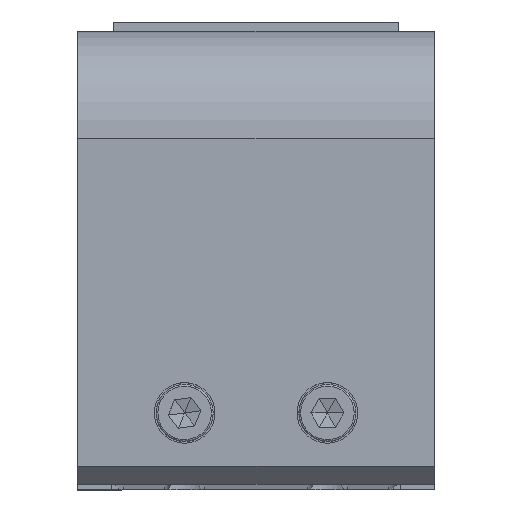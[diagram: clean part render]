
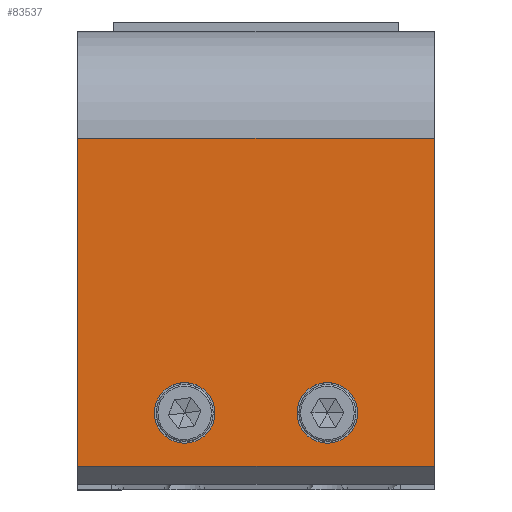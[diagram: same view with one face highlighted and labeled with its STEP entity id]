
A CAD part, top view. The second image highlights one B-rep face of the part: STEP entity #83537.
In plain terms, the highlighted planar face has unit normal (0, 0, 1).
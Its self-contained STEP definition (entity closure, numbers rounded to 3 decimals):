
#883 = EDGE_CURVE ( 'NONE', #66403, #112264, #109807, .T. ) ;
#2806 = CARTESIAN_POINT ( 'NONE',  ( 140.158, 218.108, 657.202 ) ) ;
#4841 = DIRECTION ( 'NONE',  ( 0., 0., 1. ) ) ;
#10021 = AXIS2_PLACEMENT_3D ( 'NONE', #91458, #4841, #72485 ) ;
#11017 = EDGE_CURVE ( 'NONE', #122998, #81893, #142298, .T. ) ;
#11364 = CARTESIAN_POINT ( 'NONE',  ( 131.658, 218.108, 657.202 ) ) ;
#12218 = ORIENTED_EDGE ( 'NONE', *, *, #883, .F. ) ;
#16247 = DIRECTION ( 'NONE',  ( 0., 0., -1. ) ) ;
#18060 = EDGE_CURVE ( 'NONE', #142923, #136841, #127226, .T. ) ;
#18673 = CARTESIAN_POINT ( 'NONE',  ( 201.658, 203.108, 657.202 ) ) ;
#23916 = DIRECTION ( 'NONE',  ( 1., 0., 0. ) ) ;
#29318 = CARTESIAN_POINT ( 'NONE',  ( 131.658, 218.108, 657.202 ) ) ;
#30028 = EDGE_CURVE ( 'NONE', #58021, #113130, #38967, .T. ) ;
#34765 = FACE_OUTER_BOUND ( 'NONE', #40210, .T. ) ;
#37799 = VECTOR ( 'NONE', #88512, 1000. ) ;
#38967 = LINE ( 'NONE', #40473, #88143 ) ;
#40210 = EDGE_LOOP ( 'NONE', ( #110641, #118515, #12218, #119171 ) ) ;
#40473 = CARTESIAN_POINT ( 'NONE',  ( 101.658, 203.108, 657.202 ) ) ;
#43024 = AXIS2_PLACEMENT_3D ( 'NONE', #127139, #139213, #23916 ) ;
#44637 = FACE_BOUND ( 'NONE', #81148, .T. ) ;
#44789 = DIRECTION ( 'NONE',  ( 1., 0., 0. ) ) ;
#44837 = DIRECTION ( 'NONE',  ( -1., 0., 0. ) ) ;
#49263 = EDGE_LOOP ( 'NONE', ( #86745, #138485 ) ) ;
#50592 = CARTESIAN_POINT ( 'NONE',  ( 201.658, 203.108, 657.202 ) ) ;
#52091 = DIRECTION ( 'NONE',  ( 1., 0., 0. ) ) ;
#52161 = CIRCLE ( 'NONE', #86210, 8.5 ) ;
#54857 = AXIS2_PLACEMENT_3D ( 'NONE', #11364, #139547, #44789 ) ;
#55991 = FACE_BOUND ( 'NONE', #49263, .T. ) ;
#56186 = LINE ( 'NONE', #112422, #79459 ) ;
#58021 = VERTEX_POINT ( 'NONE', #131884 ) ;
#59872 = EDGE_CURVE ( 'NONE', #136841, #142923, #52161, .T. ) ;
#66403 = VERTEX_POINT ( 'NONE', #96098 ) ;
#68982 = EDGE_CURVE ( 'NONE', #66403, #58021, #56186, .T. ) ;
#72485 = DIRECTION ( 'NONE',  ( 1., 0., 0. ) ) ;
#72487 = CARTESIAN_POINT ( 'NONE',  ( 201.658, 203.108, 657.202 ) ) ;
#73991 = DIRECTION ( 'NONE',  ( 0., 1., 0. ) ) ;
#74899 = LINE ( 'NONE', #50592, #140646 ) ;
#75405 = DIRECTION ( 'NONE',  ( 0., -1., 0. ) ) ;
#79459 = VECTOR ( 'NONE', #44837, 1000. ) ;
#81148 = EDGE_LOOP ( 'NONE', ( #131129, #144848 ) ) ;
#81893 = VERTEX_POINT ( 'NONE', #87159 ) ;
#83537 = ADVANCED_FACE ( 'NONE', ( #55991, #44637, #34765 ), #142916, .F. ) ;
#86210 = AXIS2_PLACEMENT_3D ( 'NONE', #29318, #87760, #52091 ) ;
#86745 = ORIENTED_EDGE ( 'NONE', *, *, #59872, .F. ) ;
#87159 = CARTESIAN_POINT ( 'NONE',  ( 180.158, 218.108, 657.202 ) ) ;
#87760 = DIRECTION ( 'NONE',  ( 0., 0., 1. ) ) ;
#87793 = EDGE_CURVE ( 'NONE', #81893, #122998, #123900, .T. ) ;
#88143 = VECTOR ( 'NONE', #75405, 1000. ) ;
#88512 = DIRECTION ( 'NONE',  ( 0., -1., 0. ) ) ;
#91458 = CARTESIAN_POINT ( 'NONE',  ( 171.658, 218.108, 657.202 ) ) ;
#96098 = CARTESIAN_POINT ( 'NONE',  ( 201.658, 295.108, 657.202 ) ) ;
#107547 = EDGE_CURVE ( 'NONE', #112264, #113130, #74899, .T. ) ;
#109779 = DIRECTION ( 'NONE',  ( -1., 0., 0. ) ) ;
#109807 = LINE ( 'NONE', #18673, #37799 ) ;
#110641 = ORIENTED_EDGE ( 'NONE', *, *, #30028, .T. ) ;
#111896 = CARTESIAN_POINT ( 'NONE',  ( 201.658, 203.108, 657.202 ) ) ;
#112264 = VERTEX_POINT ( 'NONE', #111896 ) ;
#112410 = CARTESIAN_POINT ( 'NONE',  ( 101.658, 203.108, 657.202 ) ) ;
#112422 = CARTESIAN_POINT ( 'NONE',  ( 201.658, 295.108, 657.202 ) ) ;
#113130 = VERTEX_POINT ( 'NONE', #112410 ) ;
#118515 = ORIENTED_EDGE ( 'NONE', *, *, #107547, .F. ) ;
#119171 = ORIENTED_EDGE ( 'NONE', *, *, #68982, .T. ) ;
#122998 = VERTEX_POINT ( 'NONE', #141806 ) ;
#123900 = CIRCLE ( 'NONE', #10021, 8.5 ) ;
#125814 = CARTESIAN_POINT ( 'NONE',  ( 123.158, 218.108, 657.202 ) ) ;
#127139 = CARTESIAN_POINT ( 'NONE',  ( 171.658, 218.108, 657.202 ) ) ;
#127226 = CIRCLE ( 'NONE', #54857, 8.5 ) ;
#131129 = ORIENTED_EDGE ( 'NONE', *, *, #87793, .F. ) ;
#131514 = AXIS2_PLACEMENT_3D ( 'NONE', #72487, #16247, #73991 ) ;
#131884 = CARTESIAN_POINT ( 'NONE',  ( 101.658, 295.108, 657.202 ) ) ;
#136841 = VERTEX_POINT ( 'NONE', #2806 ) ;
#138485 = ORIENTED_EDGE ( 'NONE', *, *, #18060, .F. ) ;
#139213 = DIRECTION ( 'NONE',  ( 0., 0., 1. ) ) ;
#139547 = DIRECTION ( 'NONE',  ( 0., 0., 1. ) ) ;
#140646 = VECTOR ( 'NONE', #109779, 1000. ) ;
#141806 = CARTESIAN_POINT ( 'NONE',  ( 163.158, 218.108, 657.202 ) ) ;
#142298 = CIRCLE ( 'NONE', #43024, 8.5 ) ;
#142916 = PLANE ( 'NONE',  #131514 ) ;
#142923 = VERTEX_POINT ( 'NONE', #125814 ) ;
#144848 = ORIENTED_EDGE ( 'NONE', *, *, #11017, .F. ) ;
